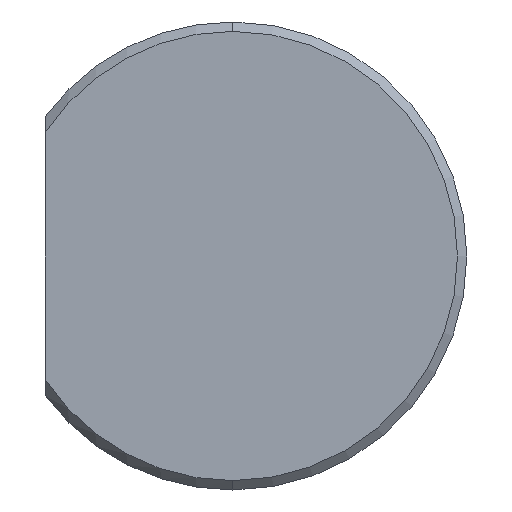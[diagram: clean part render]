
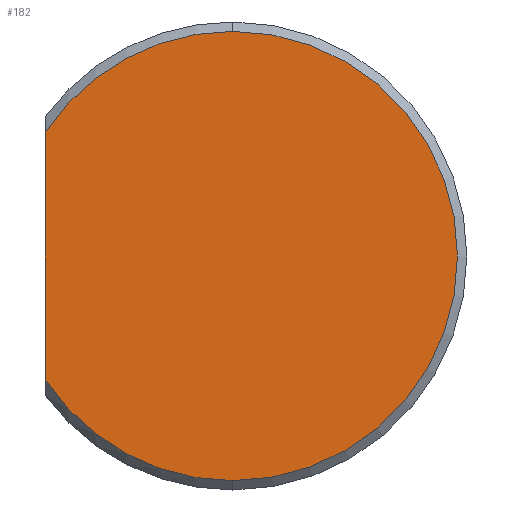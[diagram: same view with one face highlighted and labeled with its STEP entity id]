
A CAD part, front view. The second image highlights one B-rep face of the part: STEP entity #182.
In plain terms, the highlighted planar face has unit normal (0, -1, 0).
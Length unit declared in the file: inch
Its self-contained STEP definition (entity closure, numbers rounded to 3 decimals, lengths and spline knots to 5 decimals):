
#9 = VECTOR ( 'NONE', #43, 39.37008 ) ;
#11 = CARTESIAN_POINT ( 'NONE',  ( 0., 0., 0.11985 ) ) ;
#36 = CIRCLE ( 'NONE', #259, 0.11985 ) ;
#43 = DIRECTION ( 'NONE',  ( 0., 0., 1. ) ) ;
#48 = ORIENTED_EDGE ( 'NONE', *, *, #101, .T. ) ;
#55 = EDGE_CURVE ( 'NONE', #346, #207, #36, .T. ) ;
#57 = EDGE_CURVE ( 'NONE', #141, #346, #287, .T. ) ;
#82 = DIRECTION ( 'NONE',  ( 0., -1., 0. ) ) ;
#84 = DIRECTION ( 'NONE',  ( 0., -1., 0. ) ) ;
#90 = DIRECTION ( 'NONE',  ( 0., 1., 0. ) ) ;
#93 = EDGE_CURVE ( 'NONE', #311, #207, #106, .T. ) ;
#101 = EDGE_CURVE ( 'NONE', #311, #141, #417, .T. ) ;
#102 = CARTESIAN_POINT ( 'NONE',  ( -0.10015, 0., -0.07455 ) ) ;
#106 = LINE ( 'NONE', #102, #9 ) ;
#110 = AXIS2_PLACEMENT_3D ( 'NONE', #224, #90, #316 ) ;
#138 = ORIENTED_EDGE ( 'NONE', *, *, #93, .F. ) ;
#141 = VERTEX_POINT ( 'NONE', #214 ) ;
#142 = AXIS2_PLACEMENT_3D ( 'NONE', #269, #82, #302 ) ;
#147 = CARTESIAN_POINT ( 'NONE',  ( 0., 0., 0. ) ) ;
#182 = ADVANCED_FACE ( 'NONE', ( #260 ), #279, .F. ) ;
#201 = CARTESIAN_POINT ( 'NONE',  ( 0., 0., 0. ) ) ;
#207 = VERTEX_POINT ( 'NONE', #256 ) ;
#214 = CARTESIAN_POINT ( 'NONE',  ( 0., 0., -0.11985 ) ) ;
#215 = DIRECTION ( 'NONE',  ( 0., 0., 1. ) ) ;
#223 = AXIS2_PLACEMENT_3D ( 'NONE', #147, #84, #215 ) ;
#224 = CARTESIAN_POINT ( 'NONE',  ( 0., 0., 0. ) ) ;
#248 = EDGE_LOOP ( 'NONE', ( #138, #48, #267, #365 ) ) ;
#256 = CARTESIAN_POINT ( 'NONE',  ( -0.10015, 0., 0.06583 ) ) ;
#259 = AXIS2_PLACEMENT_3D ( 'NONE', #201, #292, #308 ) ;
#260 = FACE_OUTER_BOUND ( 'NONE', #248, .T. ) ;
#267 = ORIENTED_EDGE ( 'NONE', *, *, #57, .T. ) ;
#269 = CARTESIAN_POINT ( 'NONE',  ( 0., 0., 0. ) ) ;
#279 = PLANE ( 'NONE',  #110 ) ;
#287 = CIRCLE ( 'NONE', #223, 0.11985 ) ;
#292 = DIRECTION ( 'NONE',  ( 0., -1., 0. ) ) ;
#302 = DIRECTION ( 'NONE',  ( 0., 0., 1. ) ) ;
#308 = DIRECTION ( 'NONE',  ( 0., 0., 1. ) ) ;
#311 = VERTEX_POINT ( 'NONE', #387 ) ;
#316 = DIRECTION ( 'NONE',  ( 0., 0., 1. ) ) ;
#346 = VERTEX_POINT ( 'NONE', #11 ) ;
#365 = ORIENTED_EDGE ( 'NONE', *, *, #55, .T. ) ;
#387 = CARTESIAN_POINT ( 'NONE',  ( -0.10015, 0., -0.06583 ) ) ;
#417 = CIRCLE ( 'NONE', #142, 0.11985 ) ;
